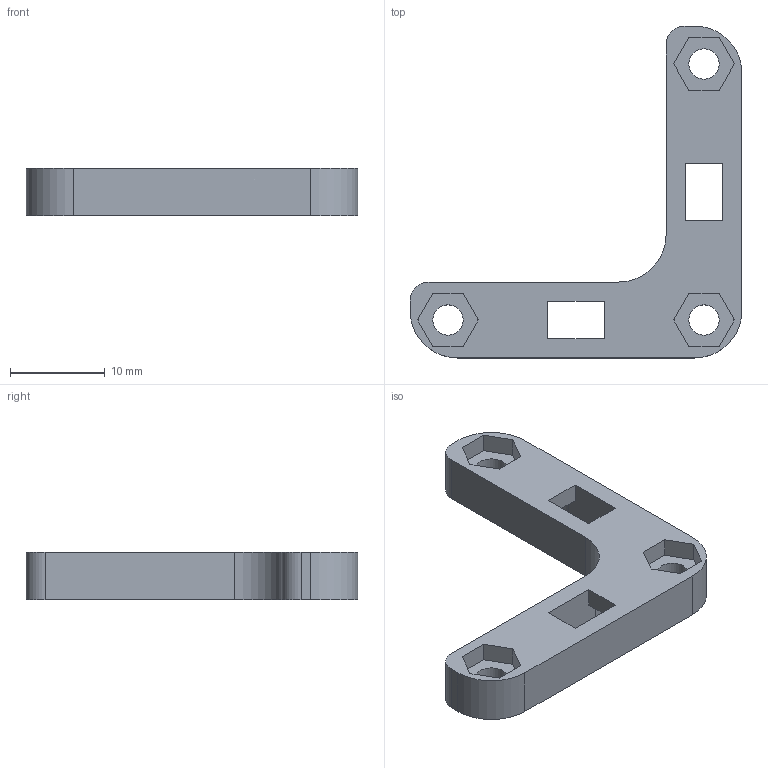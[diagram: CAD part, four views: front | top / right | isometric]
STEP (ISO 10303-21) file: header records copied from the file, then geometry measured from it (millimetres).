
FILE_DESCRIPTION(('Open CASCADE Model'),'2;1');
FILE_NAME('Open CASCADE Shape Model','2025-12-03T17:33:53',('Author'),( 'Open CASCADE'),'Open CASCADE STEP processor 7.8','build123d', 'Unknown');
FILE_SCHEMA(('AUTOMOTIVE_DESIGN { 1 0 10303 214 1 1 1 1 }'));
Length unit declared in the file: millimetre
Products named in the file (1): COMPOUND
Bounding box: 35 x 35 x 5 mm (x, y, z)
Volume: 1822.2 mm3; surface area: 1928.5 mm2
Topology: 1 solids, 1 shells, 62 faces, 171 edges, 114 vertices
Faces by surface type: plane 45, cylinder 17
Full cylindrical faces by diameter (mm): 3.2 x3
Entity records: 4268 total; most frequent: CARTESIAN_POINT 806, DIRECTION 647, LINE 437, VECTOR 437, ORIENTED_EDGE 342, PCURVE 342, DEFINITIONAL_REPRESENTATION 342, EDGE_CURVE 171
